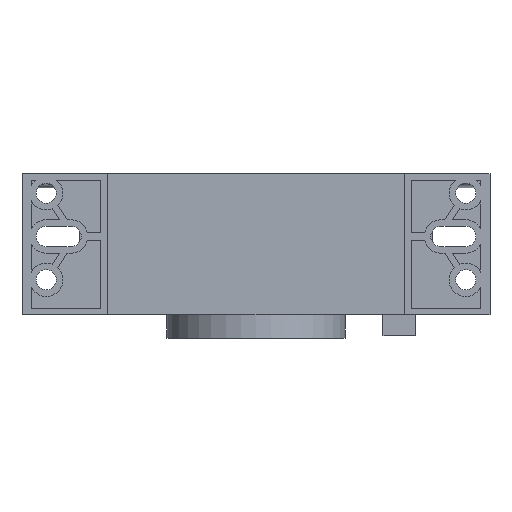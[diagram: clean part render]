
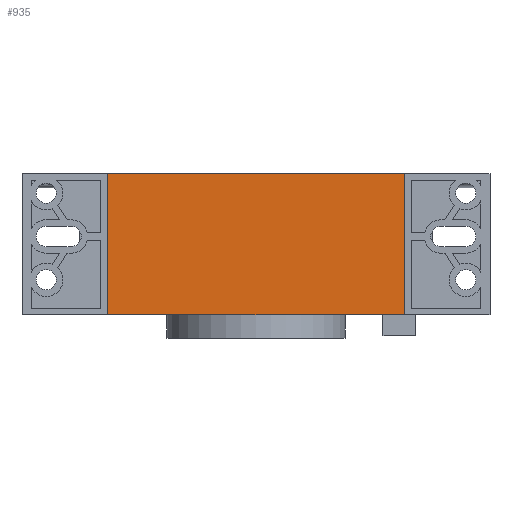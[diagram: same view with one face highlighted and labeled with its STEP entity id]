
A CAD part, front view. The second image highlights one B-rep face of the part: STEP entity #935.
In plain terms, the highlighted planar face has unit normal (0, -1, 0).
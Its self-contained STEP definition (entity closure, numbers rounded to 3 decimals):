
#935=ADVANCED_FACE('',(#4491),#4493,.F.);
#4491=FACE_BOUND('',#4492,.T.);
#4492=EDGE_LOOP('',(#7354,#7355,#7356,#7357));
#4493=PLANE('',#4494);
#4494=AXIS2_PLACEMENT_3D('',#4495,#4496,#4497);
#4495=CARTESIAN_POINT('',(31.5,-52.,-31.));
#4496=DIRECTION('',(0.,1.,-0.));
#4497=DIRECTION('',(-1.,0.,0.));
#7354=ORIENTED_EDGE('',*,*,#8968,.F.);
#7355=ORIENTED_EDGE('',*,*,#9246,.T.);
#7356=ORIENTED_EDGE('',*,*,#9247,.F.);
#7357=ORIENTED_EDGE('',*,*,#9099,.F.);
#8968=EDGE_CURVE('',#10138,#10093,#10140,.F.);
#9099=EDGE_CURVE('',#10093,#10345,#10346,.T.);
#9246=EDGE_CURVE('',#10138,#10613,#10615,.T.);
#9247=EDGE_CURVE('',#10345,#10613,#10616,.F.);
#10093=VERTEX_POINT('',#12063);
#10138=VERTEX_POINT('',#12155);
#10140=LINE('',#12159,#12160);
#10345=VERTEX_POINT('',#12631);
#10346=LINE('',#12632,#12633);
#10613=VERTEX_POINT('',#13446);
#10615=LINE('',#13450,#13451);
#10616=LINE('',#13453,#13454);
#12063=CARTESIAN_POINT('',(-31.5,-52.,-30.));
#12155=CARTESIAN_POINT('',(31.5,-52.,-30.));
#12159=CARTESIAN_POINT('',(-31.5,-52.,-30.));
#12160=VECTOR('',#12161,1.);
#12161=DIRECTION('',(1.,0.,0.));
#12631=CARTESIAN_POINT('',(-31.5,-52.,0.));
#12632=CARTESIAN_POINT('',(-31.5,-52.,-30.));
#12633=VECTOR('',#12634,1.);
#12634=DIRECTION('',(0.,0.,1.));
#13446=CARTESIAN_POINT('',(31.5,-52.,0.));
#13450=CARTESIAN_POINT('',(31.5,-52.,-30.));
#13451=VECTOR('',#13452,1.);
#13452=DIRECTION('',(0.,0.,1.));
#13453=CARTESIAN_POINT('',(31.5,-52.,0.));
#13454=VECTOR('',#13455,1.);
#13455=DIRECTION('',(-1.,0.,0.));
